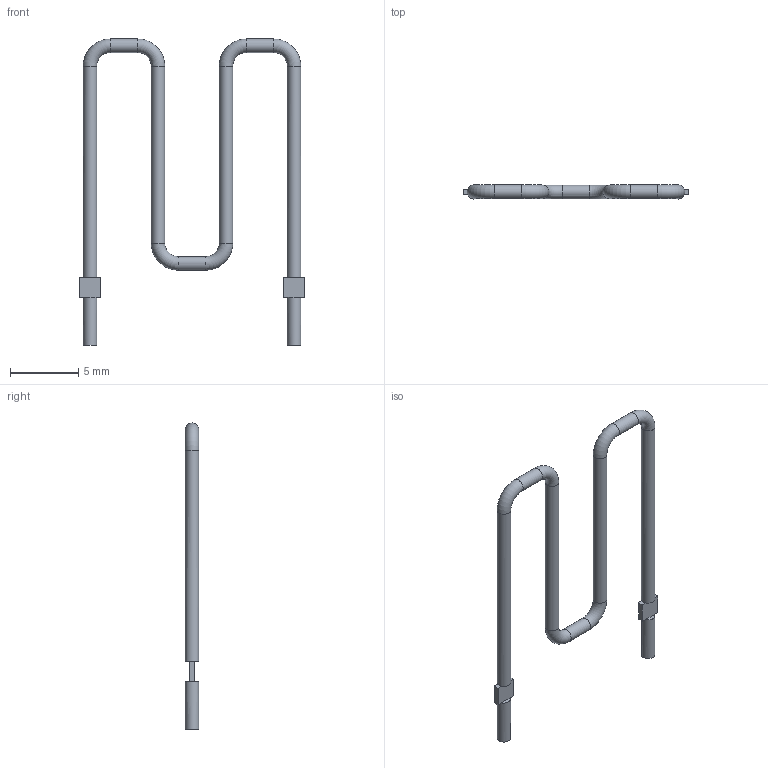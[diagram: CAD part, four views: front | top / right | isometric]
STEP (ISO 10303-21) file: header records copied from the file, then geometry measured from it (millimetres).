
FILE_DESCRIPTION(/* description */ (''),/* implementation_level */ '2;1');
FILE_NAME(/* name */ 'R_Bare_Metal_Element_L18mm_W1mm_P15mm.step',/* time_stamp */ '2024-02-21T21:37:07+01:00',/* author */ (''),/* organization */ (''),/* preprocessor_version */ 'ST-DEVELOPER v20',/* originating_system */ 'Autodesk Translation Framework v12.20.1.177',/* authorisation */ '');
FILE_SCHEMA (('AUTOMOTIVE_DESIGN { 1 0 10303 214 3 1 1 }'));
Length unit declared in the file: millimetre
Products named in the file (1): (Non salvato)
Bounding box: 16.6 x 1 x 22.5 mm (x, y, z)
Volume: 68 mm3; surface area: 280.5 mm2
Topology: 1 solids, 1 shells, 41 faces, 97 edges, 58 vertices
Faces by surface type: plane 26, cylinder 9, torus 6
Full cylindrical faces by diameter (mm): 1 x9
Entity records: 1219 total; most frequent: DIRECTION 229, CARTESIAN_POINT 197, ORIENTED_EDGE 194, EDGE_CURVE 97, AXIS2_PLACEMENT_3D 90, VERTEX_POINT 58, LINE 49, VECTOR 49
